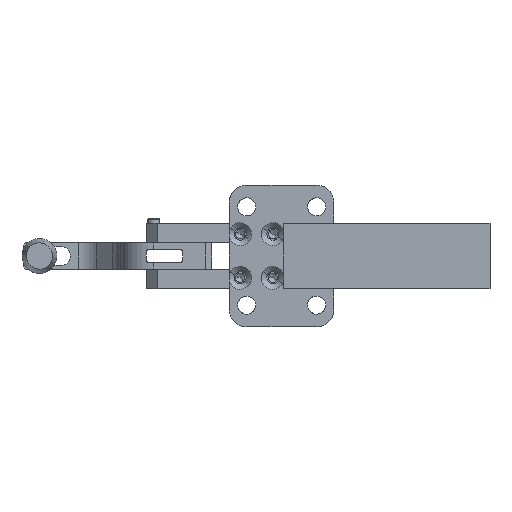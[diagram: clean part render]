
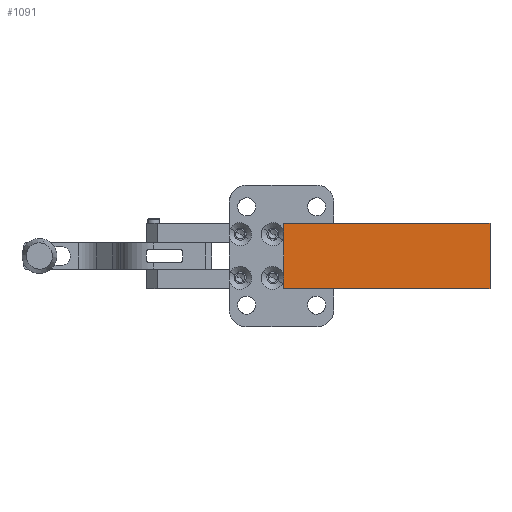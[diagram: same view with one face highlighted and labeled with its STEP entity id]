
A CAD part, front view. The second image highlights one B-rep face of the part: STEP entity #1091.
In plain terms, the highlighted planar face has unit normal (0, -1, 0).
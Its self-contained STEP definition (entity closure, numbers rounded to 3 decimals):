
#255=CARTESIAN_POINT('Vertex',(103.5,-22.,-15.)) ;
#258=CARTESIAN_POINT('Line Origine',(56.25,-22.,-15.)) ;
#262=CARTESIAN_POINT('Vertex',(9.,-22.,-15.)) ;
#523=CARTESIAN_POINT('Axis2P3D Location',(-54.,-22.,0.)) ;
#683=CARTESIAN_POINT('Vertex',(103.5,-22.,15.)) ;
#686=CARTESIAN_POINT('Line Origine',(103.5,-22.,0.)) ;
#1061=CARTESIAN_POINT('Line Origine',(9.,-22.,0.)) ;
#1065=CARTESIAN_POINT('Vertex',(9.,-22.,15.)) ;
#1080=CARTESIAN_POINT('Line Origine',(56.25,-22.,15.)) ;
#259=DIRECTION('Vector Direction',(1.,0.,0.)) ;
#524=DIRECTION('Axis2P3D Direction',(0.,-1.,0.)) ;
#525=DIRECTION('Axis2P3D XDirection',(1.,0.,0.)) ;
#687=DIRECTION('Vector Direction',(0.,0.,1.)) ;
#1062=DIRECTION('Vector Direction',(0.,0.,1.)) ;
#1081=DIRECTION('Vector Direction',(1.,0.,0.)) ;
#526=AXIS2_PLACEMENT_3D('Plane Axis2P3D',#523,#524,#525) ;
#1086=ORIENTED_EDGE('',*,*,#1067,.F.) ;
#1087=ORIENTED_EDGE('',*,*,#264,.T.) ;
#1088=ORIENTED_EDGE('',*,*,#690,.T.) ;
#1089=ORIENTED_EDGE('',*,*,#1084,.F.) ;
#260=VECTOR('Line Direction',#259,1.) ;
#688=VECTOR('Line Direction',#687,1.) ;
#1063=VECTOR('Line Direction',#1062,1.) ;
#1082=VECTOR('Line Direction',#1081,1.) ;
#1091=ADVANCED_FACE('Geh\X2\00E4\X0\use_PKS_20_1',(#1090),#527,.T.) ;
#264=EDGE_CURVE('',#263,#256,#261,.T.) ;
#690=EDGE_CURVE('',#256,#684,#689,.T.) ;
#1067=EDGE_CURVE('',#263,#1066,#1064,.T.) ;
#1084=EDGE_CURVE('',#1066,#684,#1083,.T.) ;
#1085=EDGE_LOOP('',(#1086,#1087,#1088,#1089)) ;
#1090=FACE_OUTER_BOUND('',#1085,.T.) ;
#261=LINE('Line',#258,#260) ;
#689=LINE('Line',#686,#688) ;
#1064=LINE('Line',#1061,#1063) ;
#1083=LINE('Line',#1080,#1082) ;
#527=PLANE('Plane',#526) ;
#256=VERTEX_POINT('',#255) ;
#263=VERTEX_POINT('',#262) ;
#684=VERTEX_POINT('',#683) ;
#1066=VERTEX_POINT('',#1065) ;
